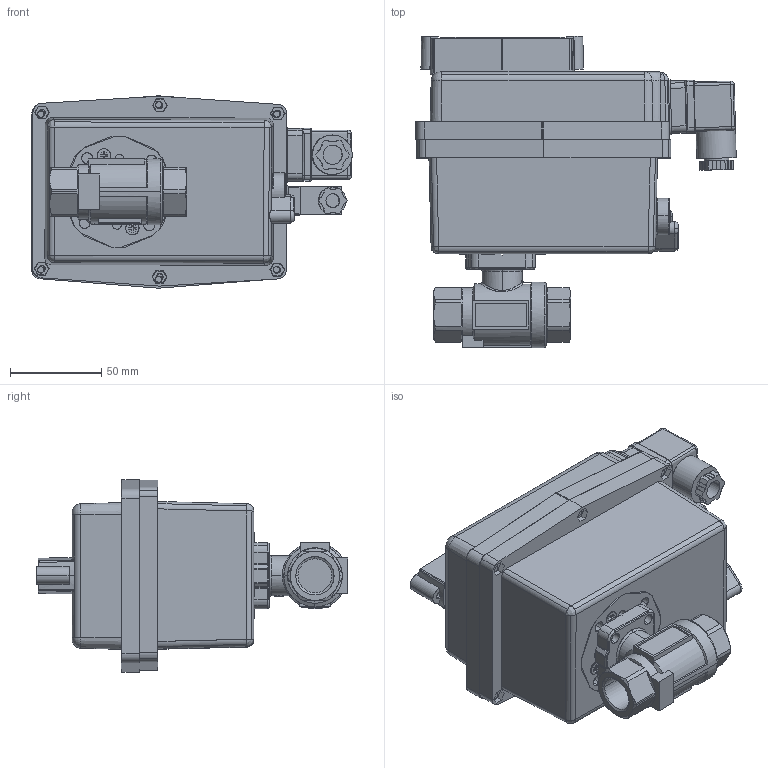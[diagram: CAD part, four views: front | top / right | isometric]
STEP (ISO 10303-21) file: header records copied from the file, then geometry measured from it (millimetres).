
FILE_DESCRIPTION (( 'STEP AP214' ), '1' );
FILE_NAME ('EK02_DN15_LH10.STEP', '2022-01-21T12:42:19', ( '' ), ( '' ), 'SwSTEP 2.0', 'SolidWorks 2021', '' );
FILE_SCHEMA (( 'AUTOMOTIVE_DESIGN' ));
Length unit declared in the file: metre
Products named in the file (1): EK02_DN15_LH10
Bounding box: 175.46 x 170.67 x 105.32 mm (x, y, z)
Surface area: 101868.8 mm2 (no closed solid volume)
Topology: 0 solids, 954 shells, 1046 faces, 5274 edges, 5170 vertices
Faces by surface type: plane 459, cylinder 382, bspline 123, cone 76, torus 6
Entity records: 83834 total; most frequent: CARTESIAN_POINT 33641, DIRECTION 7191, ORIENTED_EDGE 5403, EDGE_CURVE 5263, VERTEX_POINT 5170, VECTOR 3105, LINE 3105, AXIS2_PLACEMENT_3D 2043
